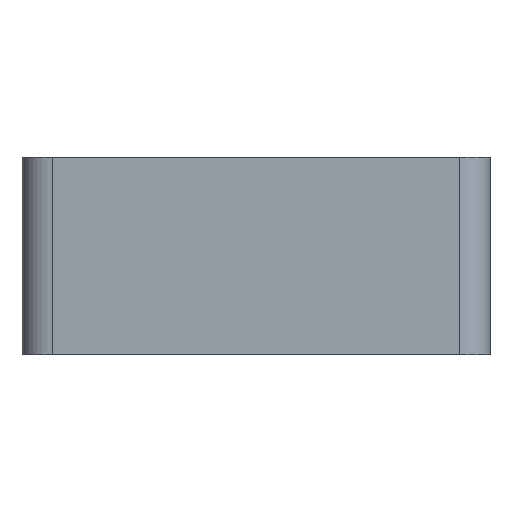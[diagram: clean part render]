
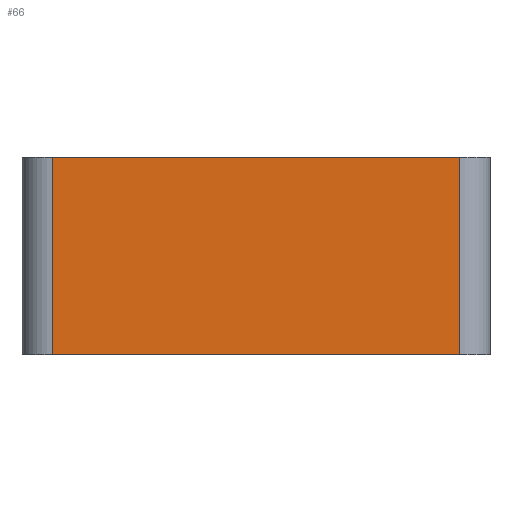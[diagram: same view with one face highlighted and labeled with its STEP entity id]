
A CAD part, front view. The second image highlights one B-rep face of the part: STEP entity #66.
In plain terms, the highlighted planar face has unit normal (0, -1, 0).
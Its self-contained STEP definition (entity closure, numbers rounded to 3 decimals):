
#15 = EDGE_CURVE ( 'NONE', #459, #303, #521, .T. ) ;
#26 = EDGE_CURVE ( 'NONE', #703, #213, #241, .T. ) ;
#55 = DIRECTION ( 'NONE',  ( 1., 0., 0. ) ) ;
#60 = DIRECTION ( 'NONE',  ( 0., 0., -1. ) ) ;
#66 = ADVANCED_FACE ( 'NONE', ( #335 ), #282, .F. ) ;
#102 = ORIENTED_EDGE ( 'NONE', *, *, #26, .T. ) ;
#110 = VECTOR ( 'NONE', #462, 1000. ) ;
#147 = LINE ( 'NONE', #375, #516 ) ;
#169 = CARTESIAN_POINT ( 'NONE',  ( 20.15, -38.15, 0. ) ) ;
#172 = DIRECTION ( 'NONE',  ( 0., 1., 0. ) ) ;
#213 = VERTEX_POINT ( 'NONE', #480 ) ;
#241 = LINE ( 'NONE', #692, #526 ) ;
#250 = ORIENTED_EDGE ( 'NONE', *, *, #649, .F. ) ;
#270 = DIRECTION ( 'NONE',  ( 0., 0., 1. ) ) ;
#282 = PLANE ( 'NONE',  #680 ) ;
#303 = VERTEX_POINT ( 'NONE', #169 ) ;
#318 = LINE ( 'NONE', #380, #452 ) ;
#335 = FACE_OUTER_BOUND ( 'NONE', #626, .T. ) ;
#375 = CARTESIAN_POINT ( 'NONE',  ( -20.15, -38.15, 0. ) ) ;
#380 = CARTESIAN_POINT ( 'NONE',  ( -20.15, -38.15, 19.5 ) ) ;
#434 = CARTESIAN_POINT ( 'NONE',  ( -20.15, -38.15, 19.5 ) ) ;
#452 = VECTOR ( 'NONE', #543, 1000. ) ;
#459 = VERTEX_POINT ( 'NONE', #675 ) ;
#462 = DIRECTION ( 'NONE',  ( 0., 0., -1. ) ) ;
#480 = CARTESIAN_POINT ( 'NONE',  ( -20.15, -38.15, 0. ) ) ;
#508 = EDGE_CURVE ( 'NONE', #213, #303, #147, .T. ) ;
#516 = VECTOR ( 'NONE', #55, 1000. ) ;
#521 = LINE ( 'NONE', #525, #110 ) ;
#525 = CARTESIAN_POINT ( 'NONE',  ( 20.15, -38.15, 19.5 ) ) ;
#526 = VECTOR ( 'NONE', #60, 1000. ) ;
#543 = DIRECTION ( 'NONE',  ( 1., 0., 0. ) ) ;
#601 = CARTESIAN_POINT ( 'NONE',  ( -20.15, -38.15, 19.5 ) ) ;
#626 = EDGE_LOOP ( 'NONE', ( #666, #700, #250, #102 ) ) ;
#649 = EDGE_CURVE ( 'NONE', #703, #459, #318, .T. ) ;
#666 = ORIENTED_EDGE ( 'NONE', *, *, #508, .T. ) ;
#675 = CARTESIAN_POINT ( 'NONE',  ( 20.15, -38.15, 19.5 ) ) ;
#680 = AXIS2_PLACEMENT_3D ( 'NONE', #434, #172, #270 ) ;
#692 = CARTESIAN_POINT ( 'NONE',  ( -20.15, -38.15, 19.5 ) ) ;
#700 = ORIENTED_EDGE ( 'NONE', *, *, #15, .F. ) ;
#703 = VERTEX_POINT ( 'NONE', #601 ) ;
